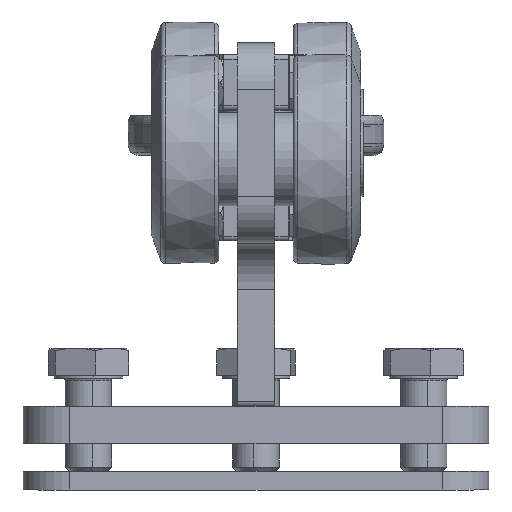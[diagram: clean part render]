
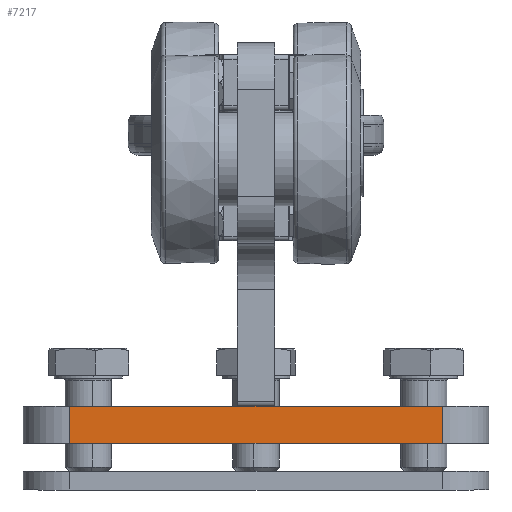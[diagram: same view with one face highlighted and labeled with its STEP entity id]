
A CAD part, left-side view. The second image highlights one B-rep face of the part: STEP entity #7217.
In plain terms, the highlighted face is planar.
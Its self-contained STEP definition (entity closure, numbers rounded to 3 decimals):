
#534=PLANE('',#8169);
#701=FACE_OUTER_BOUND('',#1107,.T.);
#1107=EDGE_LOOP('',(#5043,#5044,#5045,#5046));
#1589=LINE('',#11878,#1979);
#1601=LINE('',#11931,#1991);
#1606=LINE('',#11945,#1996);
#1634=LINE('',#12031,#2024);
#1979=VECTOR('',#9261,10.);
#1991=VECTOR('',#9307,10.);
#1996=VECTOR('',#9322,10.);
#2024=VECTOR('',#9422,10.);
#3028=VERTEX_POINT('',#11875);
#3029=VERTEX_POINT('',#11877);
#3053=VERTEX_POINT('',#11929);
#3057=VERTEX_POINT('',#11943);
#3825=EDGE_CURVE('',#3029,#3028,#1589,.T.);
#3852=EDGE_CURVE('',#3053,#3028,#1601,.T.);
#3859=EDGE_CURVE('',#3029,#3057,#1606,.T.);
#3902=EDGE_CURVE('',#3053,#3057,#1634,.T.);
#5043=ORIENTED_EDGE('',*,*,#3852,.F.);
#5044=ORIENTED_EDGE('',*,*,#3902,.T.);
#5045=ORIENTED_EDGE('',*,*,#3859,.F.);
#5046=ORIENTED_EDGE('',*,*,#3825,.T.);
#7217=ADVANCED_FACE('',(#701),#534,.T.);
#8169=AXIS2_PLACEMENT_3D('',#12030,#9420,#9421);
#9261=DIRECTION('',(0.,1.,0.));
#9307=DIRECTION('',(0.,0.,-1.));
#9322=DIRECTION('',(0.,0.,1.));
#9420=DIRECTION('center_axis',(1.,0.,0.));
#9421=DIRECTION('ref_axis',(0.,0.,-1.));
#9422=DIRECTION('',(0.,-1.,0.));
#11875=CARTESIAN_POINT('',(60.,40.,0.));
#11877=CARTESIAN_POINT('',(60.,-40.,0.));
#11878=CARTESIAN_POINT('',(60.,-50.,0.));
#11929=CARTESIAN_POINT('',(60.,40.,8.));
#11931=CARTESIAN_POINT('',(60.,40.,0.));
#11943=CARTESIAN_POINT('',(60.,-40.,8.));
#11945=CARTESIAN_POINT('',(60.,-40.,0.));
#12030=CARTESIAN_POINT('Origin',(60.,0.,0.));
#12031=CARTESIAN_POINT('',(60.,-50.,8.));
